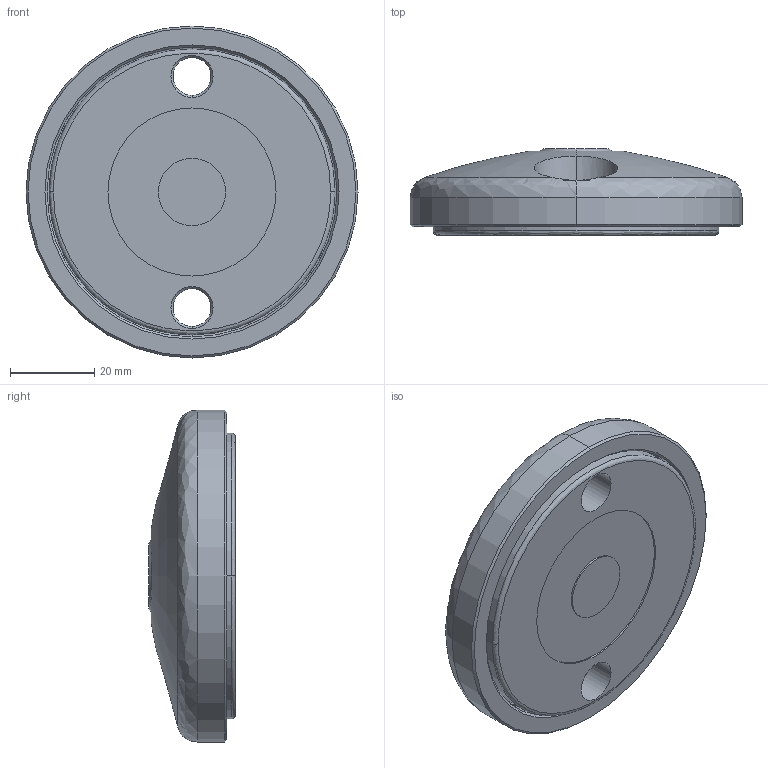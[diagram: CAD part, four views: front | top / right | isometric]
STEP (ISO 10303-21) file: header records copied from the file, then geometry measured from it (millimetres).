
FILE_DESCRIPTION (( 'STEP AP214' ), '1' );
FILE_NAME ('098D080EBG.STEP', '2014-08-11T12:34:21', ( '' ), ( '' ), 'SwSTEP 2.0', 'SolidWorks 2014', '' );
FILE_SCHEMA (( 'AUTOMOTIVE_DESIGN' ));
Length unit declared in the file: millimetre
Products named in the file (4): 098xd3_Standard; 098dg080b_Standard; 098d080eb_Standard; 098D080EBG
Assembly tree (3 placements, depth 2):
  098D080EBG
    098d080eb_Standard
    098dg080b_Standard
    098xd3_Standard
Bounding box: 79 x 20.61 x 79 mm (x, y, z)
Volume: 70653.2 mm3; surface area: 24277.4 mm2
Topology: 3 solids, 3 shells, 97 faces, 199 edges, 116 vertices
Faces by surface type: cylinder 38, bspline 26, cone 18, plane 15
Entity records: 5701 total; most frequent: CARTESIAN_POINT 2484, DIRECTION 446, ORIENTED_EDGE 398, EDGE_CURVE 199, AXIS2_PLACEMENT_3D 196, CIRCLE 119, VERTEX_POINT 116, EDGE_LOOP 115
